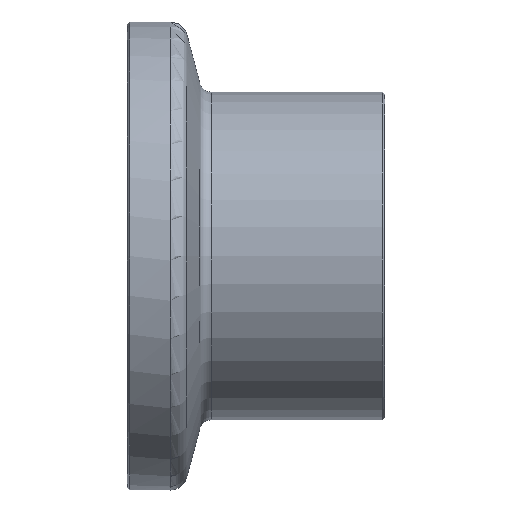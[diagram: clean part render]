
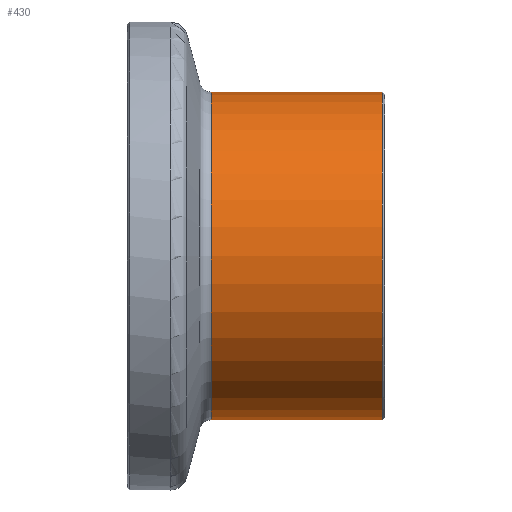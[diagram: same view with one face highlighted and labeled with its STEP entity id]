
A CAD part, front view. The second image highlights one B-rep face of the part: STEP entity #430.
In plain terms, the highlighted cylindrical face has radius 14 mm (diameter 28 mm), a full revolution.
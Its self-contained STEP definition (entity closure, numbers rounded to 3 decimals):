
#52=CYLINDRICAL_SURFACE('',#485,14.);
#115=ORIENTED_EDGE('',*,*,#226,.T.);
#116=ORIENTED_EDGE('',*,*,#227,.T.);
#226=EDGE_CURVE('',#281,#281,#308,.F.);
#227=EDGE_CURVE('',#282,#282,#309,.F.);
#281=VERTEX_POINT('',#697);
#282=VERTEX_POINT('',#699);
#308=CIRCLE('',#486,14.);
#309=CIRCLE('',#487,14.);
#326=EDGE_LOOP('',(#115));
#327=EDGE_LOOP('',(#116));
#372=FACE_BOUND('',#326,.T.);
#373=FACE_BOUND('',#327,.T.);
#430=ADVANCED_FACE('',(#372,#373),#52,.T.);
#485=AXIS2_PLACEMENT_3D('',#695,#556,#557);
#486=AXIS2_PLACEMENT_3D('',#696,#558,#559);
#487=AXIS2_PLACEMENT_3D('',#698,#560,#561);
#556=DIRECTION('',(-1.,0.,0.));
#557=DIRECTION('',(0.,0.,1.));
#558=DIRECTION('',(1.,0.,0.));
#559=DIRECTION('',(0.,0.,-1.));
#560=DIRECTION('',(-1.,0.,0.));
#561=DIRECTION('',(0.,0.,1.));
#695=CARTESIAN_POINT('',(0.,0.,0.));
#696=CARTESIAN_POINT('',(21.8,0.,0.));
#697=CARTESIAN_POINT('',(21.8,0.,-14.));
#698=CARTESIAN_POINT('',(7.179,0.,0.));
#699=CARTESIAN_POINT('',(7.179,0.,14.));
